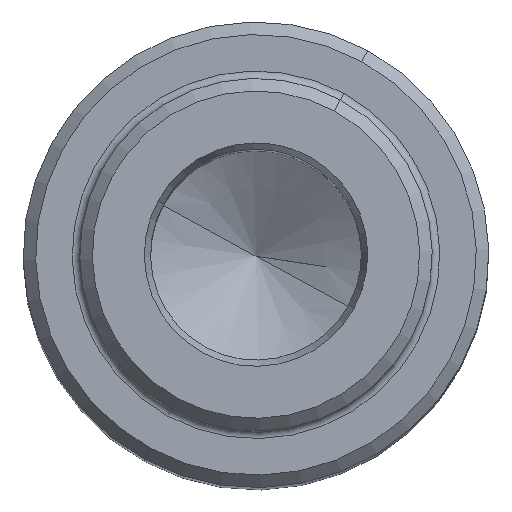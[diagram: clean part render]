
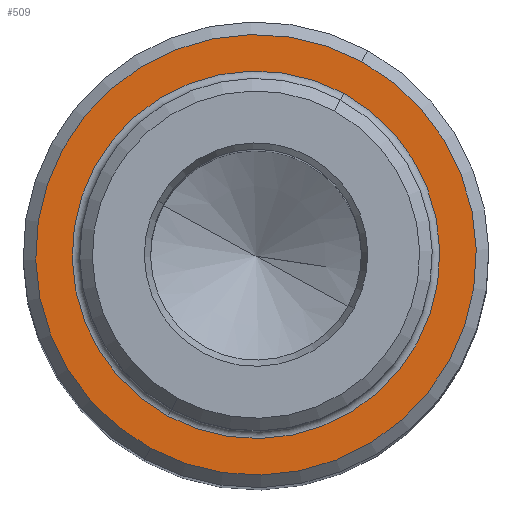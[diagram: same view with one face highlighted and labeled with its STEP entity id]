
A CAD part, top view. The second image highlights one B-rep face of the part: STEP entity #509.
In plain terms, the highlighted planar face has unit normal (0, 0, 1).
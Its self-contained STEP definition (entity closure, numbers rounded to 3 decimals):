
#192=CARTESIAN_POINT('Vertex',(-4.195,1.571,114.)) ;
#195=CARTESIAN_POINT('Axis2P3D Location',(0.,9.25,114.)) ;
#199=CARTESIAN_POINT('Vertex',(4.195,16.929,114.)) ;
#226=CARTESIAN_POINT('Axis2P3D Location',(0.,9.25,114.)) ;
#482=CARTESIAN_POINT('Axis2P3D Location',(0.,2.25,114.)) ;
#491=CARTESIAN_POINT('Axis2P3D Location',(0.,9.25,114.)) ;
#495=CARTESIAN_POINT('Vertex',(3.5,15.656,114.)) ;
#497=CARTESIAN_POINT('Vertex',(-3.5,2.844,114.)) ;
#500=CARTESIAN_POINT('Axis2P3D Location',(0.,9.25,114.)) ;
#196=DIRECTION('Axis2P3D Direction',(0.,0.,-1.)) ;
#227=DIRECTION('Axis2P3D Direction',(0.,0.,-1.)) ;
#483=DIRECTION('Axis2P3D Direction',(0.,0.,-1.)) ;
#484=DIRECTION('Axis2P3D XDirection',(1.,0.,0.)) ;
#492=DIRECTION('Axis2P3D Direction',(0.,0.,-1.)) ;
#501=DIRECTION('Axis2P3D Direction',(0.,0.,-1.)) ;
#197=AXIS2_PLACEMENT_3D('Circle Axis2P3D',#195,#196,$) ;
#228=AXIS2_PLACEMENT_3D('Circle Axis2P3D',#226,#227,$) ;
#485=AXIS2_PLACEMENT_3D('Plane Axis2P3D',#482,#483,#484) ;
#493=AXIS2_PLACEMENT_3D('Circle Axis2P3D',#491,#492,$) ;
#502=AXIS2_PLACEMENT_3D('Circle Axis2P3D',#500,#501,$) ;
#488=ORIENTED_EDGE('',*,*,#230,.F.) ;
#489=ORIENTED_EDGE('',*,*,#201,.F.) ;
#506=ORIENTED_EDGE('',*,*,#499,.F.) ;
#507=ORIENTED_EDGE('',*,*,#504,.F.) ;
#508=FACE_BOUND('',#505,.T.) ;
#509=ADVANCED_FACE('Corps principal',(#490,#508),#486,.F.) ;
#198=CIRCLE('generated circle',#197,8.75) ;
#229=CIRCLE('generated circle',#228,8.75) ;
#494=CIRCLE('generated circle',#493,7.3) ;
#503=CIRCLE('generated circle',#502,7.3) ;
#201=EDGE_CURVE('',#193,#200,#198,.T.) ;
#230=EDGE_CURVE('',#200,#193,#229,.T.) ;
#499=EDGE_CURVE('',#496,#498,#494,.F.) ;
#504=EDGE_CURVE('',#498,#496,#503,.F.) ;
#487=EDGE_LOOP('',(#488,#489)) ;
#505=EDGE_LOOP('',(#506,#507)) ;
#490=FACE_OUTER_BOUND('',#487,.T.) ;
#486=PLANE('',#485) ;
#193=VERTEX_POINT('',#192) ;
#200=VERTEX_POINT('',#199) ;
#496=VERTEX_POINT('',#495) ;
#498=VERTEX_POINT('',#497) ;
